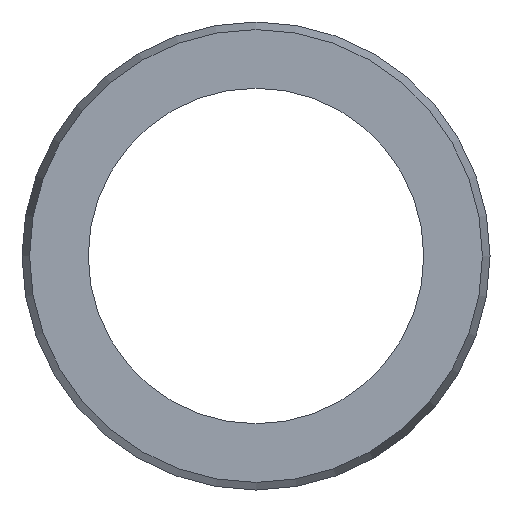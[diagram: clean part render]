
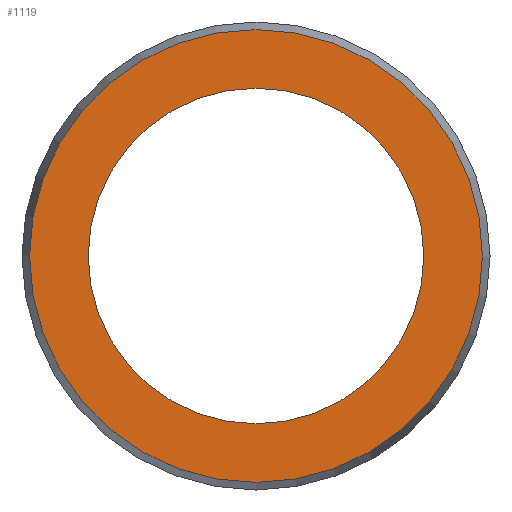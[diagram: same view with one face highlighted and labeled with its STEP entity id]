
A CAD part, left-side view. The second image highlights one B-rep face of the part: STEP entity #1119.
In plain terms, the highlighted planar face has unit normal (-1, 0, 0).
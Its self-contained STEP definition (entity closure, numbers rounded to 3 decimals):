
#28=FACE_BOUND('',#196,.T.);
#43=PLANE('',#1318);
#124=FACE_OUTER_BOUND('',#195,.T.);
#195=EDGE_LOOP('',(#984,#985));
#196=EDGE_LOOP('',(#986));
#283=CIRCLE('',#1157,19.);
#315=CIRCLE('',#1201,25.643);
#316=CIRCLE('',#1202,25.643);
#405=VERTEX_POINT('',#1750);
#432=VERTEX_POINT('',#1827);
#433=VERTEX_POINT('',#1829);
#527=EDGE_CURVE('',#405,#405,#283,.T.);
#565=EDGE_CURVE('',#433,#432,#315,.T.);
#566=EDGE_CURVE('',#432,#433,#316,.T.);
#984=ORIENTED_EDGE('',*,*,#565,.T.);
#985=ORIENTED_EDGE('',*,*,#566,.T.);
#986=ORIENTED_EDGE('',*,*,#527,.T.);
#1119=ADVANCED_FACE('',(#124,#28),#43,.T.);
#1157=AXIS2_PLACEMENT_3D('',#1752,#1360,#1361);
#1201=AXIS2_PLACEMENT_3D('',#1830,#1454,#1455);
#1202=AXIS2_PLACEMENT_3D('',#1831,#1456,#1457);
#1318=AXIS2_PLACEMENT_3D('',#2049,#1714,#1715);
#1360=DIRECTION('center_axis',(1.,0.,0.));
#1361=DIRECTION('ref_axis',(0.,0.,-1.));
#1454=DIRECTION('center_axis',(-1.,0.,0.));
#1455=DIRECTION('ref_axis',(0.,1.,0.));
#1456=DIRECTION('center_axis',(-1.,0.,0.));
#1457=DIRECTION('ref_axis',(0.,1.,0.));
#1714=DIRECTION('center_axis',(-1.,0.,0.));
#1715=DIRECTION('ref_axis',(0.,0.,1.));
#1750=CARTESIAN_POINT('',(0.,0.,19.));
#1752=CARTESIAN_POINT('Origin',(0.,0.,0.));
#1827=CARTESIAN_POINT('',(0.,-25.643,0.));
#1829=CARTESIAN_POINT('',(0.,25.643,0.));
#1830=CARTESIAN_POINT('Origin',(0.,0.,0.));
#1831=CARTESIAN_POINT('Origin',(0.,0.,0.));
#2049=CARTESIAN_POINT('Origin',(0.,0.,0.));
